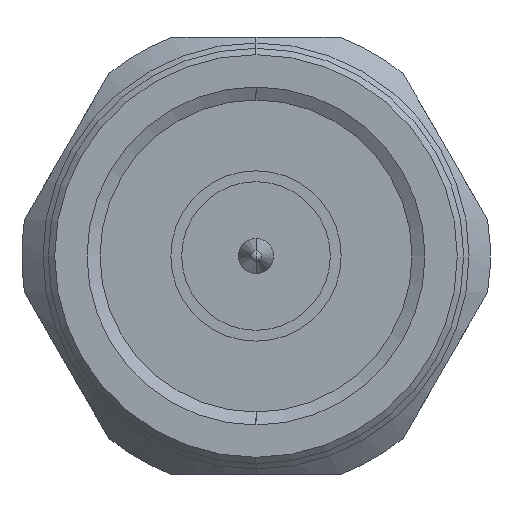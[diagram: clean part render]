
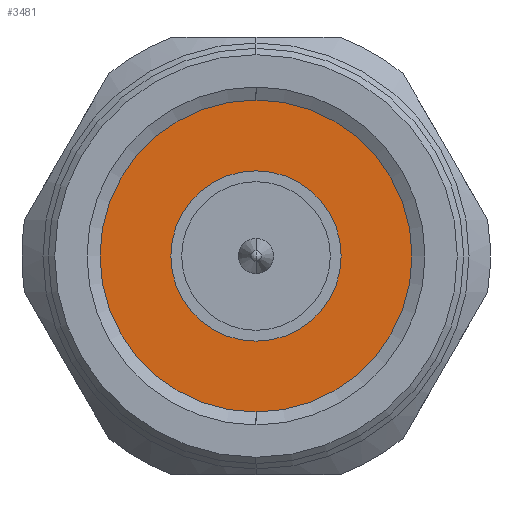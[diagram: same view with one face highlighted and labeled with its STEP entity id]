
A CAD part, left-side view. The second image highlights one B-rep face of the part: STEP entity #3481.
In plain terms, the highlighted planar face has unit normal (-1, 0, 0).
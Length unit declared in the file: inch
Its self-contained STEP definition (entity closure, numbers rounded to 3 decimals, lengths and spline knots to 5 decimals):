
#179 = ORIENTED_EDGE ( 'NONE', *, *, #12805, .T. ) ;
#249 = DIRECTION ( 'NONE',  ( 0., 0., -1. ) ) ;
#564 = CIRCLE ( 'NONE', #12077, 0.15748 ) ;
#761 = DIRECTION ( 'NONE',  ( 0., 0., 1. ) ) ;
#837 = AXIS2_PLACEMENT_3D ( 'NONE', #15941, #6869, #761 ) ;
#1041 = EDGE_LOOP ( 'NONE', ( #179, #1604 ) ) ;
#1371 = DIRECTION ( 'NONE',  ( 1., 0., 0. ) ) ;
#1604 = ORIENTED_EDGE ( 'NONE', *, *, #13585, .T. ) ;
#1854 = FACE_OUTER_BOUND ( 'NONE', #15927, .T. ) ;
#2555 = VERTEX_POINT ( 'NONE', #7875 ) ;
#3066 = CIRCLE ( 'NONE', #14587, 0.34395 ) ;
#3481 = ADVANCED_FACE ( 'NONE', ( #12252, #1854 ), #12089, .T. ) ;
#3682 = VERTEX_POINT ( 'NONE', #10572 ) ;
#4499 = CARTESIAN_POINT ( 'NONE',  ( 0.41653, 0., -0.15748 ) ) ;
#5066 = DIRECTION ( 'NONE',  ( 0., 0., -1. ) ) ;
#5389 = EDGE_CURVE ( 'NONE', #3682, #2555, #3066, .T. ) ;
#5511 = DIRECTION ( 'NONE',  ( 0., 0., -1. ) ) ;
#5877 = CIRCLE ( 'NONE', #13391, 0.15748 ) ;
#6027 = CARTESIAN_POINT ( 'NONE',  ( 0.41653, 0., 0. ) ) ;
#6389 = EDGE_CURVE ( 'NONE', #2555, #3682, #13803, .T. ) ;
#6869 = DIRECTION ( 'NONE',  ( -1., 0., 0. ) ) ;
#6993 = DIRECTION ( 'NONE',  ( 1., 0., 0. ) ) ;
#7077 = CARTESIAN_POINT ( 'NONE',  ( 0.41653, 0., 0. ) ) ;
#7735 = CARTESIAN_POINT ( 'NONE',  ( 0.41653, 0., 0. ) ) ;
#7794 = VERTEX_POINT ( 'NONE', #9711 ) ;
#7875 = CARTESIAN_POINT ( 'NONE',  ( 0.41653, 0., -0.34395 ) ) ;
#9240 = AXIS2_PLACEMENT_3D ( 'NONE', #6027, #14846, #11146 ) ;
#9711 = CARTESIAN_POINT ( 'NONE',  ( 0.41653, 0., 0.15748 ) ) ;
#10558 = CARTESIAN_POINT ( 'NONE',  ( 0.41653, 0., 0. ) ) ;
#10572 = CARTESIAN_POINT ( 'NONE',  ( 0.41653, 0., 0.34395 ) ) ;
#10988 = ORIENTED_EDGE ( 'NONE', *, *, #6389, .F. ) ;
#11146 = DIRECTION ( 'NONE',  ( 0., 0., -1. ) ) ;
#12077 = AXIS2_PLACEMENT_3D ( 'NONE', #10558, #15500, #249 ) ;
#12089 = PLANE ( 'NONE',  #837 ) ;
#12252 = FACE_BOUND ( 'NONE', #1041, .T. ) ;
#12805 = EDGE_CURVE ( 'NONE', #13738, #7794, #5877, .T. ) ;
#13391 = AXIS2_PLACEMENT_3D ( 'NONE', #7735, #1371, #5066 ) ;
#13585 = EDGE_CURVE ( 'NONE', #7794, #13738, #564, .T. ) ;
#13738 = VERTEX_POINT ( 'NONE', #4499 ) ;
#13803 = CIRCLE ( 'NONE', #9240, 0.34395 ) ;
#14587 = AXIS2_PLACEMENT_3D ( 'NONE', #7077, #6993, #5511 ) ;
#14846 = DIRECTION ( 'NONE',  ( 1., 0., 0. ) ) ;
#15339 = ORIENTED_EDGE ( 'NONE', *, *, #5389, .F. ) ;
#15500 = DIRECTION ( 'NONE',  ( 1., 0., 0. ) ) ;
#15927 = EDGE_LOOP ( 'NONE', ( #10988, #15339 ) ) ;
#15941 = CARTESIAN_POINT ( 'NONE',  ( 0.41653, 0.34395, 0. ) ) ;
